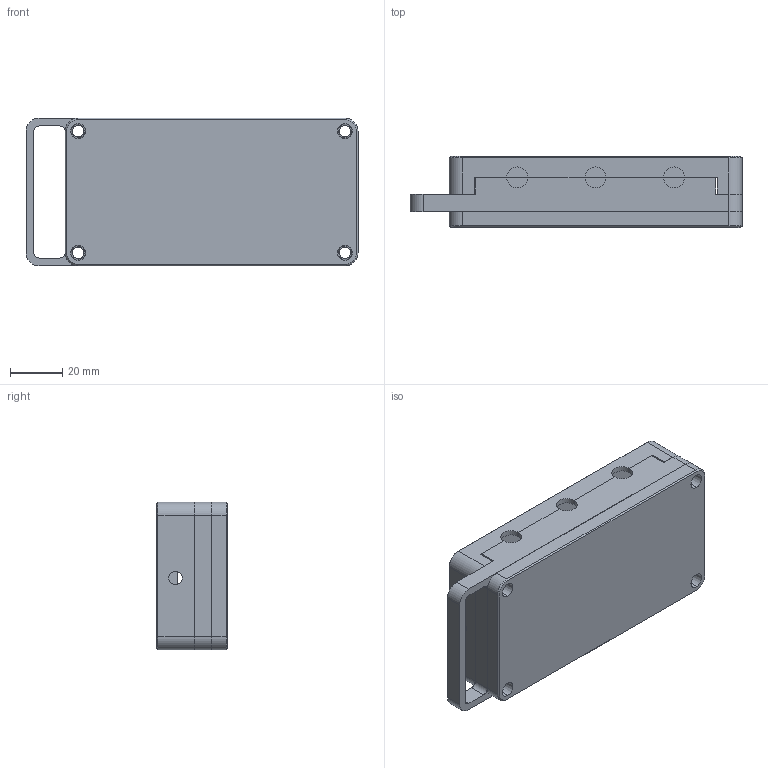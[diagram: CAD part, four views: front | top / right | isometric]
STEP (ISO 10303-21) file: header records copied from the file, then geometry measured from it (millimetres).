
FILE_DESCRIPTION (( 'STEP AP214' ), '1' );
FILE_NAME ('pmstr 001 frame.STEP', '2025-11-19T01:09:28', ( '' ), ( '' ), 'SwSTEP 2.0', 'SolidWorks 2024', '' );
FILE_SCHEMA (( 'AUTOMOTIVE_DESIGN' ));
Length unit declared in the file: millimetre
Products named in the file (1): pmstr 001 frame
Bounding box: 127 x 27.1 x 56.5 mm (x, y, z)
Volume: 55431.9 mm3; surface area: 51412.7 mm2
Topology: 3 solids, 3 shells, 289 faces, 761 edges, 492 vertices
Faces by surface type: plane 131, cylinder 88, cone 66, torus 4
Entity records: 9125 total; most frequent: CARTESIAN_POINT 1633, DIRECTION 1606, ORIENTED_EDGE 1522, EDGE_CURVE 761, AXIS2_PLACEMENT_3D 581, VERTEX_POINT 492, LINE 444, VECTOR 444
